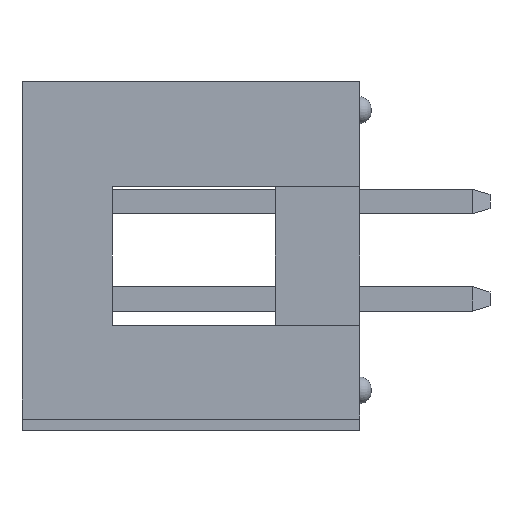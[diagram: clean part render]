
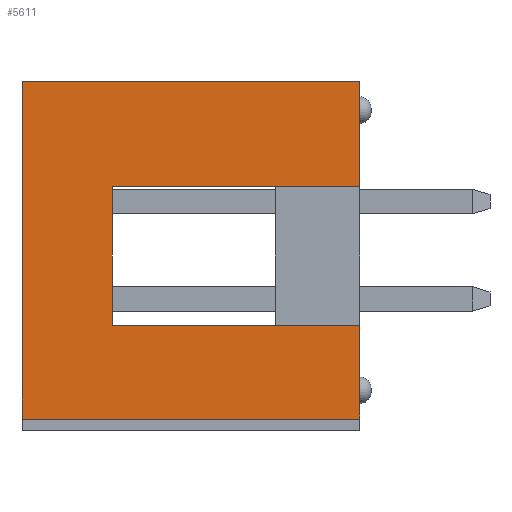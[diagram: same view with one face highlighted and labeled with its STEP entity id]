
A CAD part, left-side view. The second image highlights one B-rep face of the part: STEP entity #5611.
In plain terms, the highlighted planar face has unit normal (-1, 0, 0).
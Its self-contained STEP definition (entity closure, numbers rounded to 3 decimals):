
#54 = VECTOR ( 'NONE', #827, 1000. ) ;
#366 = EDGE_CURVE ( 'NONE', #5898, #2042, #4637, .T. ) ;
#544 = CARTESIAN_POINT ( 'NONE',  ( -10.15, 6.75, -1.8 ) ) ;
#590 = ORIENTED_EDGE ( 'NONE', *, *, #6616, .T. ) ;
#712 = ORIENTED_EDGE ( 'NONE', *, *, #366, .F. ) ;
#715 = ORIENTED_EDGE ( 'NONE', *, *, #7145, .F. ) ;
#722 = CARTESIAN_POINT ( 'NONE',  ( -10.15, 9.1, -4.25 ) ) ;
#827 = DIRECTION ( 'NONE',  ( 0., -1., 0. ) ) ;
#999 = ORIENTED_EDGE ( 'NONE', *, *, #5396, .T. ) ;
#1020 = DIRECTION ( 'NONE',  ( 0., 0., -1. ) ) ;
#1558 = CARTESIAN_POINT ( 'NONE',  ( -10.15, 6.75, 1.8 ) ) ;
#1605 = CARTESIAN_POINT ( 'NONE',  ( -10.15, 9.1, 4.55 ) ) ;
#2042 = VERTEX_POINT ( 'NONE', #6036 ) ;
#2043 = CARTESIAN_POINT ( 'NONE',  ( -10.15, 0.3, 1.8 ) ) ;
#2306 = VERTEX_POINT ( 'NONE', #6282 ) ;
#2493 = VECTOR ( 'NONE', #6423, 1000. ) ;
#2576 = DIRECTION ( 'NONE',  ( 0., 0., 1. ) ) ;
#2620 = CARTESIAN_POINT ( 'NONE',  ( -10.15, 0.3, 1.8 ) ) ;
#2750 = LINE ( 'NONE', #1558, #4473 ) ;
#2802 = VERTEX_POINT ( 'NONE', #2043 ) ;
#2929 = CARTESIAN_POINT ( 'NONE',  ( -10.15, 6.75, 1.8 ) ) ;
#2998 = CARTESIAN_POINT ( 'NONE',  ( -10.15, 6.75, -1.8 ) ) ;
#3078 = CARTESIAN_POINT ( 'NONE',  ( -10.15, 0.3, -4.25 ) ) ;
#3144 = VERTEX_POINT ( 'NONE', #4312 ) ;
#3149 = LINE ( 'NONE', #3078, #4568 ) ;
#3284 = DIRECTION ( 'NONE',  ( 0., -1., 0. ) ) ;
#3412 = VERTEX_POINT ( 'NONE', #722 ) ;
#3677 = CARTESIAN_POINT ( 'NONE',  ( -10.15, 40.325, 4.55 ) ) ;
#3753 = LINE ( 'NONE', #3677, #6657 ) ;
#3937 = CARTESIAN_POINT ( 'NONE',  ( -10.15, 40.325, -4.25 ) ) ;
#4075 = DIRECTION ( 'NONE',  ( 0., 0., 1. ) ) ;
#4093 = AXIS2_PLACEMENT_3D ( 'NONE', #5534, #5397, #1020 ) ;
#4312 = CARTESIAN_POINT ( 'NONE',  ( -10.15, 0.3, -4.25 ) ) ;
#4415 = LINE ( 'NONE', #3937, #4675 ) ;
#4421 = ORIENTED_EDGE ( 'NONE', *, *, #4784, .T. ) ;
#4464 = LINE ( 'NONE', #6116, #2493 ) ;
#4473 = VECTOR ( 'NONE', #4850, 1000. ) ;
#4564 = VECTOR ( 'NONE', #4075, 1000. ) ;
#4568 = VECTOR ( 'NONE', #2576, 1000. ) ;
#4595 = LINE ( 'NONE', #6794, #4564 ) ;
#4608 = ORIENTED_EDGE ( 'NONE', *, *, #6281, .F. ) ;
#4637 = LINE ( 'NONE', #2998, #54 ) ;
#4675 = VECTOR ( 'NONE', #6619, 1000. ) ;
#4784 = EDGE_CURVE ( 'NONE', #3412, #3144, #4415, .T. ) ;
#4788 = VECTOR ( 'NONE', #4832, 1000. ) ;
#4832 = DIRECTION ( 'NONE',  ( 0., 1., 0. ) ) ;
#4850 = DIRECTION ( 'NONE',  ( 0., 0., -1. ) ) ;
#5000 = PLANE ( 'NONE',  #4093 ) ;
#5009 = EDGE_CURVE ( 'NONE', #2802, #5714, #5372, .T. ) ;
#5372 = LINE ( 'NONE', #2620, #4788 ) ;
#5396 = EDGE_CURVE ( 'NONE', #3144, #2042, #3149, .T. ) ;
#5397 = DIRECTION ( 'NONE',  ( 1., 0., 0. ) ) ;
#5516 = VERTEX_POINT ( 'NONE', #1605 ) ;
#5534 = CARTESIAN_POINT ( 'NONE',  ( -10.15, 40.325, -4.25 ) ) ;
#5535 = EDGE_LOOP ( 'NONE', ( #5649, #6232, #590, #4608, #715, #4421, #999, #712 ) ) ;
#5611 = ADVANCED_FACE ( 'NONE', ( #6592 ), #5000, .F. ) ;
#5649 = ORIENTED_EDGE ( 'NONE', *, *, #6998, .F. ) ;
#5714 = VERTEX_POINT ( 'NONE', #2929 ) ;
#5898 = VERTEX_POINT ( 'NONE', #544 ) ;
#6036 = CARTESIAN_POINT ( 'NONE',  ( -10.15, 0.3, -1.8 ) ) ;
#6116 = CARTESIAN_POINT ( 'NONE',  ( -10.15, 0.3, -4.25 ) ) ;
#6232 = ORIENTED_EDGE ( 'NONE', *, *, #5009, .F. ) ;
#6281 = EDGE_CURVE ( 'NONE', #5516, #2306, #3753, .T. ) ;
#6282 = CARTESIAN_POINT ( 'NONE',  ( -10.15, 0.3, 4.55 ) ) ;
#6423 = DIRECTION ( 'NONE',  ( 0., 0., 1. ) ) ;
#6592 = FACE_OUTER_BOUND ( 'NONE', #5535, .T. ) ;
#6616 = EDGE_CURVE ( 'NONE', #2802, #2306, #4464, .T. ) ;
#6619 = DIRECTION ( 'NONE',  ( 0., -1., 0. ) ) ;
#6657 = VECTOR ( 'NONE', #3284, 1000. ) ;
#6794 = CARTESIAN_POINT ( 'NONE',  ( -10.15, 9.1, -4.25 ) ) ;
#6998 = EDGE_CURVE ( 'NONE', #5714, #5898, #2750, .T. ) ;
#7145 = EDGE_CURVE ( 'NONE', #3412, #5516, #4595, .T. ) ;
